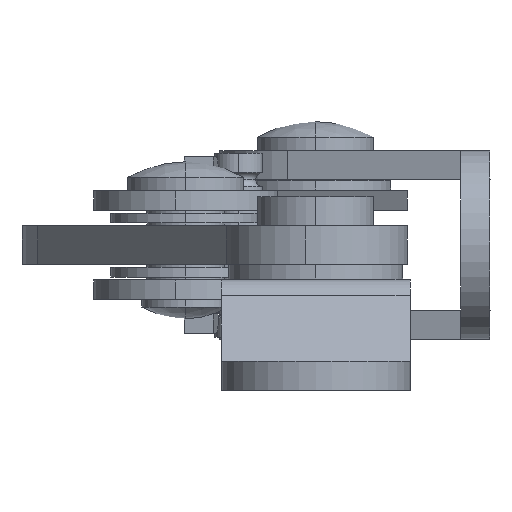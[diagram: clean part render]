
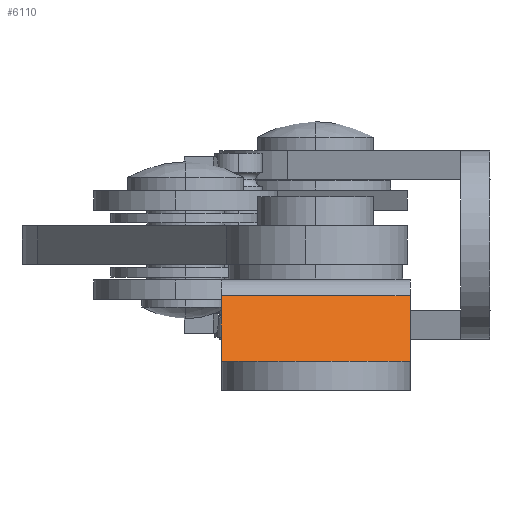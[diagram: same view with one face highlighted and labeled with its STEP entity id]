
A CAD part, left-side view. The second image highlights one B-rep face of the part: STEP entity #6110.
In plain terms, the highlighted planar face has unit normal (-0.905, 0, 0.425).
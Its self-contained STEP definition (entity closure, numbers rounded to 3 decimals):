
#234 = DIRECTION ( 'NONE',  ( 0., -1., 0. ) ) ;
#235 = VECTOR ( 'NONE', #234, 1000. ) ;
#236 = CARTESIAN_POINT ( 'NONE',  ( -14., 9.75, 3. ) ) ;
#237 = LINE ( 'NONE', #236, #235 ) ;
#238 = CARTESIAN_POINT ( 'NONE',  ( -14., -9.75, 3. ) ) ;
#249 = CARTESIAN_POINT ( 'NONE',  ( -14., 9.75, 3. ) ) ;
#395 = CARTESIAN_POINT ( 'NONE',  ( -10.815, 9.75, 9.776 ) ) ;
#396 = DIRECTION ( 'NONE',  ( 0.425, 0., 0.905 ) ) ;
#397 = VECTOR ( 'NONE', #396, 1000. ) ;
#398 = CARTESIAN_POINT ( 'NONE',  ( -14., 9.75, 3. ) ) ;
#399 = LINE ( 'NONE', #398, #397 ) ;
#509 = CARTESIAN_POINT ( 'NONE',  ( -10.815, -9.75, 9.776 ) ) ;
#601 = DIRECTION ( 'NONE',  ( 0., -1., 0. ) ) ;
#602 = VECTOR ( 'NONE', #601, 1000. ) ;
#603 = CARTESIAN_POINT ( 'NONE',  ( -10.815, 9.75, 9.776 ) ) ;
#604 = LINE ( 'NONE', #603, #602 ) ;
#605 = DIRECTION ( 'NONE',  ( -0.425, 0., -0.905 ) ) ;
#606 = DIRECTION ( 'NONE',  ( 0.905, 0., -0.425 ) ) ;
#607 = CARTESIAN_POINT ( 'NONE',  ( -14., 9.75, 3. ) ) ;
#608 = AXIS2_PLACEMENT_3D ( 'NONE', #607, #606, #605 ) ;
#609 = PLANE ( 'NONE',  #608 ) ;
#610 = FACE_OUTER_BOUND ( 'NONE', #6111, .T. ) ;
#5518 = EDGE_CURVE ( 'NONE', #5915, #6050, #8177, .T. ) ;
#5909 = VERTEX_POINT ( 'NONE', #249 ) ;
#5915 = VERTEX_POINT ( 'NONE', #238 ) ;
#5917 = EDGE_CURVE ( 'NONE', #5909, #5915, #237, .T. ) ;
#6006 = EDGE_CURVE ( 'NONE', #5909, #6007, #399, .T. ) ;
#6007 = VERTEX_POINT ( 'NONE', #395 ) ;
#6050 = VERTEX_POINT ( 'NONE', #509 ) ;
#6110 = ADVANCED_FACE ( 'NONE', ( #610 ), #609, .F. ) ;
#6111 = EDGE_LOOP ( 'NONE', ( #6112, #6113, #6115, #6116 ) ) ;
#6112 = ORIENTED_EDGE ( 'NONE', *, *, #5518, .T. ) ;
#6113 = ORIENTED_EDGE ( 'NONE', *, *, #6114, .F. ) ;
#6114 = EDGE_CURVE ( 'NONE', #6007, #6050, #604, .T. ) ;
#6115 = ORIENTED_EDGE ( 'NONE', *, *, #6006, .F. ) ;
#6116 = ORIENTED_EDGE ( 'NONE', *, *, #5917, .T. ) ;
#8174 = DIRECTION ( 'NONE',  ( 0.425, 0., 0.905 ) ) ;
#8175 = VECTOR ( 'NONE', #8174, 1000. ) ;
#8176 = CARTESIAN_POINT ( 'NONE',  ( -14., -9.75, 3. ) ) ;
#8177 = LINE ( 'NONE', #8176, #8175 ) ;
